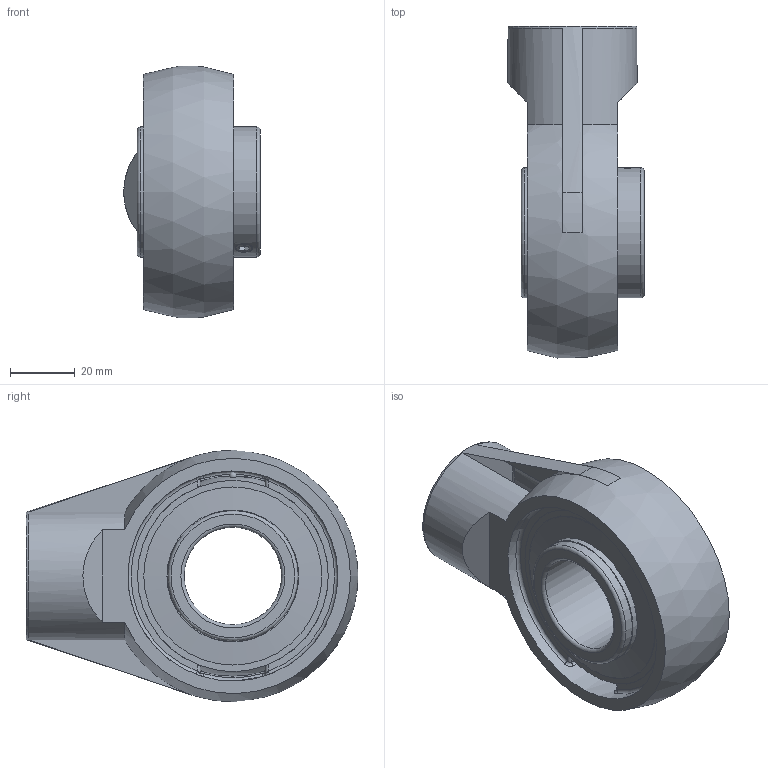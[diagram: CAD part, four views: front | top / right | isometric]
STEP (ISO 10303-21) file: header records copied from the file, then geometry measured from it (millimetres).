
FILE_DESCRIPTION(/* description */ ('Alibre Inc.'),/* implementation_level */ '2;1');
FILE_NAME(/* name */ 'export-01C603C7-3152-4D1F-B188-69513214BD52',/* time_stamp */ '2020-05-19T15:12:23-07:00',/* author */ (''),/* organization */ (''),/* preprocessor_version */ 'ST-DEVELOPER v17',/* originating_system */ 'Alibre',/* authorisation */ '');
FILE_SCHEMA (('CONFIG_CONTROL_DESIGN'));
Length unit declared in the file: inch
Bounding box: 42.2 x 102.71 x 77.97 mm (x, y, z)
Volume: 104228.1 mm3; surface area: 46062.2 mm2
Topology: 16 solids, 16 shells, 129 faces, 312 edges, 195 vertices
Faces by surface type: plane 47, cylinder 33, sphere 19, cone 11, torus 11, bspline 8
Full cylindrical faces by diameter (mm): 5.359 x2, 19.05 x1, 30.163 x1, 40.259 x2, 40.284 x2, 40.792 x2, 55.093 x2, 55.118 x2, 65.017 x2, 70.35 x1
Entity records: 5219 total; most frequent: CARTESIAN_POINT 2255, DIRECTION 444, ORIENTED_EDGE 392, AXIS2_PLACEMENT_3D 217, EDGE_CURVE 196, FACE_BOUND 171, EDGE_LOOP 161, VERTEX_POINT 151
